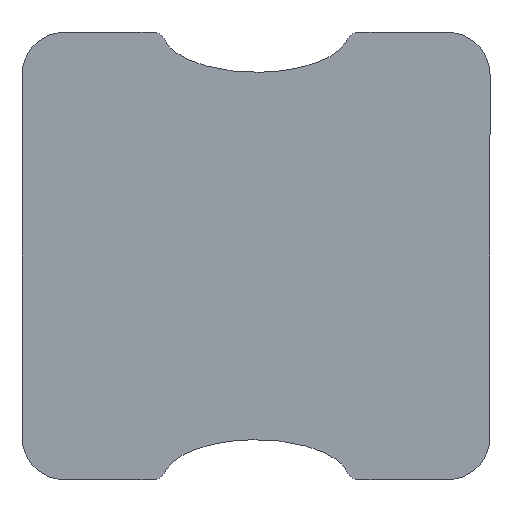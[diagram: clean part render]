
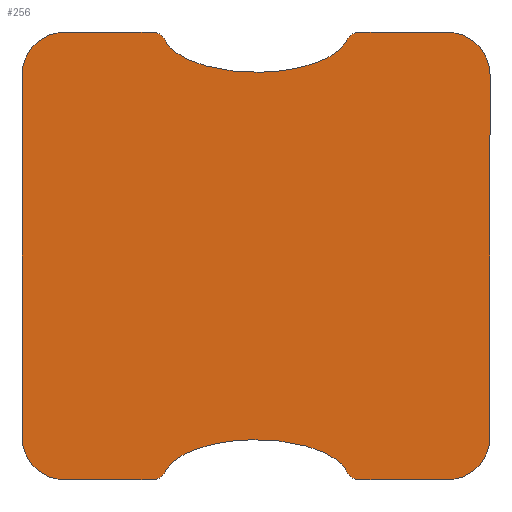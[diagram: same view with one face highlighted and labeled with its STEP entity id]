
A CAD part, front view. The second image highlights one B-rep face of the part: STEP entity #256.
In plain terms, the highlighted planar face has unit normal (0, -1, 0).
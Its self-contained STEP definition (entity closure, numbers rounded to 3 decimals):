
#1 = ORIENTED_EDGE ( 'NONE', *, *, #642, .F. ) ;
#7 = CARTESIAN_POINT ( 'NONE',  ( 12.734, 0., 29.032 ) ) ;
#10 = DIRECTION ( 'NONE',  ( 1., 0., 0. ) ) ;
#13 = VERTEX_POINT ( 'NONE', #990 ) ;
#17 = LINE ( 'NONE', #873, #218 ) ;
#19 = VERTEX_POINT ( 'NONE', #136 ) ;
#41 = DIRECTION ( 'NONE',  ( 0., -1., 0. ) ) ;
#47 = CARTESIAN_POINT ( 'NONE',  ( 3.2, 0., 30.6 ) ) ;
#60 = CARTESIAN_POINT ( 'NONE',  ( 0., 0., 33.8 ) ) ;
#62 = AXIS2_PLACEMENT_3D ( 'NONE', #661, #41, #573 ) ;
#67 = ORIENTED_EDGE ( 'NONE', *, *, #290, .F. ) ;
#72 = DIRECTION ( 'NONE',  ( 0., -1., 0. ) ) ;
#97 = VECTOR ( 'NONE', #970, 1000. ) ;
#134 = ORIENTED_EDGE ( 'NONE', *, *, #466, .T. ) ;
#136 = CARTESIAN_POINT ( 'NONE',  ( 32.17, 0., 0. ) ) ;
#159 = VERTEX_POINT ( 'NONE', #772 ) ;
#161 = VERTEX_POINT ( 'NONE', #317 ) ;
#162 = AXIS2_PLACEMENT_3D ( 'NONE', #383, #299, #469 ) ;
#170 = CARTESIAN_POINT ( 'NONE',  ( 32.17, 0., 33.8 ) ) ;
#185 = CARTESIAN_POINT ( 'NONE',  ( 3.2, 0., 0. ) ) ;
#193 = VECTOR ( 'NONE', #650, 1000. ) ;
#212 = VERTEX_POINT ( 'NONE', #1118 ) ;
#215 = CARTESIAN_POINT ( 'NONE',  ( 9.908, 0., 1. ) ) ;
#218 = VECTOR ( 'NONE', #429, 1000. ) ;
#226 = CARTESIAN_POINT ( 'NONE',  ( 9.908, 0., 0. ) ) ;
#230 = EDGE_CURVE ( 'NONE', #19, #795, #613, .T. ) ;
#256 = ADVANCED_FACE ( 'NONE', ( #439 ), #434, .F. ) ;
#261 = CARTESIAN_POINT ( 'NONE',  ( 3.2, 0., 33.8 ) ) ;
#273 = CARTESIAN_POINT ( 'NONE',  ( 22.636, 0., 29.032 ) ) ;
#290 = EDGE_CURVE ( 'NONE', #1065, #697, #17, .T. ) ;
#295 = VERTEX_POINT ( 'NONE', #170 ) ;
#299 = DIRECTION ( 'NONE',  ( 0., -1., 0. ) ) ;
#311 = VECTOR ( 'NONE', #1070, 1000. ) ;
#314 = CARTESIAN_POINT ( 'NONE',  ( 25.462, 0., 1. ) ) ;
#317 = CARTESIAN_POINT ( 'NONE',  ( 35.37, 0., 30.6 ) ) ;
#322 = CIRCLE ( 'NONE', #1028, 1. ) ;
#333 = VERTEX_POINT ( 'NONE', #714 ) ;
#351 = EDGE_LOOP ( 'NONE', ( #856, #530, #766, #980, #67, #134, #1, #653, #944, #603, #601, #545, #743, #957, #845, #1078 ) ) ;
#365 = CARTESIAN_POINT ( 'NONE',  ( 0., 0., 33.8 ) ) ;
#367 = EDGE_CURVE ( 'NONE', #19, #13, #881, .T. ) ;
#379 = AXIS2_PLACEMENT_3D ( 'NONE', #959, #805, #891 ) ;
#383 = CARTESIAN_POINT ( 'NONE',  ( 3.2, 0., 3.2 ) ) ;
#384 = AXIS2_PLACEMENT_3D ( 'NONE', #47, #485, #908 ) ;
#391 = VERTEX_POINT ( 'NONE', #966 ) ;
#402 = VERTEX_POINT ( 'NONE', #185 ) ;
#426 = EDGE_CURVE ( 'NONE', #607, #295, #719, .T. ) ;
#429 = DIRECTION ( 'NONE',  ( 0., 0., 1. ) ) ;
#434 = PLANE ( 'NONE',  #654 ) ;
#437 = LINE ( 'NONE', #1087, #311 ) ;
#439 = FACE_OUTER_BOUND ( 'NONE', #351, .T. ) ;
#450 = VECTOR ( 'NONE', #849, 1000. ) ;
#463 = DIRECTION ( 'NONE',  ( 0., -1., 0. ) ) ;
#464 = VECTOR ( 'NONE', #10, 1000. ) ;
#466 = EDGE_CURVE ( 'NONE', #1065, #402, #622, .T. ) ;
#469 = DIRECTION ( 'NONE',  ( 0., 0., 1. ) ) ;
#471 = CARTESIAN_POINT ( 'NONE',  ( 35.37, 0., 0. ) ) ;
#481 = DIRECTION ( 'NONE',  ( 0., 0., 1. ) ) ;
#484 = EDGE_CURVE ( 'NONE', #628, #1072, #672, .T. ) ;
#485 = DIRECTION ( 'NONE',  ( 0., -1., 0. ) ) ;
#515 = AXIS2_PLACEMENT_3D ( 'NONE', #215, #463, #992 ) ;
#530 = ORIENTED_EDGE ( 'NONE', *, *, #624, .T. ) ;
#533 = DIRECTION ( 'NONE',  ( 0., 0., 1. ) ) ;
#545 = ORIENTED_EDGE ( 'NONE', *, *, #230, .T. ) ;
#555 = CARTESIAN_POINT ( 'NONE',  ( 0., 0., 3.2 ) ) ;
#556 = CIRCLE ( 'NONE', #62, 1. ) ;
#573 = DIRECTION ( 'NONE',  ( 0., 0., 1. ) ) ;
#601 = ORIENTED_EDGE ( 'NONE', *, *, #367, .F. ) ;
#603 = ORIENTED_EDGE ( 'NONE', *, *, #608, .T. ) ;
#607 = VERTEX_POINT ( 'NONE', #920 ) ;
#608 = EDGE_CURVE ( 'NONE', #212, #13, #1111, .T. ) ;
#613 = CIRCLE ( 'NONE', #775, 3.2 ) ;
#614 = CARTESIAN_POINT ( 'NONE',  ( 12.734, 0., 4.768 ) ) ;
#619 = CARTESIAN_POINT ( 'NONE',  ( 25.462, 0., 32.8 ) ) ;
#622 = CIRCLE ( 'NONE', #162, 3.2 ) ;
#624 = EDGE_CURVE ( 'NONE', #391, #333, #556, .T. ) ;
#628 = VERTEX_POINT ( 'NONE', #226 ) ;
#629 = DIRECTION ( 'NONE',  ( 0., 0., 1. ) ) ;
#640 = CARTESIAN_POINT ( 'NONE',  ( 0., 0., 0. ) ) ;
#642 = EDGE_CURVE ( 'NONE', #628, #402, #437, .T. ) ;
#650 = DIRECTION ( 'NONE',  ( 0., 0., -1. ) ) ;
#653 = ORIENTED_EDGE ( 'NONE', *, *, #484, .T. ) ;
#654 = AXIS2_PLACEMENT_3D ( 'NONE', #1034, #1115, #948 ) ;
#661 = CARTESIAN_POINT ( 'NONE',  ( 9.908, 0., 32.8 ) ) ;
#672 = CIRCLE ( 'NONE', #515, 1. ) ;
#681 = EDGE_CURVE ( 'NONE', #161, #795, #732, .T. ) ;
#682 = CARTESIAN_POINT ( 'NONE',  ( 10.817, 0., 0.584 ) ) ;
#697 = VERTEX_POINT ( 'NONE', #740 ) ;
#698 = CARTESIAN_POINT ( 'NONE',  ( 22.636, 0., 4.768 ) ) ;
#700 = EDGE_CURVE ( 'NONE', #1006, #697, #977, .T. ) ;
#706 = CARTESIAN_POINT ( 'NONE',  ( 24.553, 0., 33.216 ) ) ;
#714 = CARTESIAN_POINT ( 'NONE',  ( 9.908, 0., 33.8 ) ) ;
#719 = LINE ( 'NONE', #365, #464 ) ;
#732 = LINE ( 'NONE', #471, #193 ) ;
#740 = CARTESIAN_POINT ( 'NONE',  ( 0., 0., 30.6 ) ) ;
#743 = ORIENTED_EDGE ( 'NONE', *, *, #681, .F. ) ;
#766 = ORIENTED_EDGE ( 'NONE', *, *, #789, .F. ) ;
#771 = CARTESIAN_POINT ( 'NONE',  ( 35.37, 0., 3.2 ) ) ;
#772 = CARTESIAN_POINT ( 'NONE',  ( 24.553, 0., 33.216 ) ) ;
#775 = AXIS2_PLACEMENT_3D ( 'NONE', #950, #72, #533 ) ;
#789 = EDGE_CURVE ( 'NONE', #1006, #333, #923, .T. ) ;
#795 = VERTEX_POINT ( 'NONE', #771 ) ;
#798 = CIRCLE ( 'NONE', #379, 3.2 ) ;
#805 = DIRECTION ( 'NONE',  ( 0., -1., 0. ) ) ;
#812 = CARTESIAN_POINT ( 'NONE',  ( 10.817, 0., 0.584 ) ) ;
#845 = ORIENTED_EDGE ( 'NONE', *, *, #426, .F. ) ;
#849 = DIRECTION ( 'NONE',  ( 1., 0., 0. ) ) ;
#856 = ORIENTED_EDGE ( 'NONE', *, *, #1018, .T. ) ;
#870 = CARTESIAN_POINT ( 'NONE',  ( 24.553, 0., 0.584 ) ) ;
#873 = CARTESIAN_POINT ( 'NONE',  ( 0., 0., 0. ) ) ;
#878 =( BOUNDED_CURVE ( )  B_SPLINE_CURVE ( 3, ( #682, #614, #698, #870 ),
 .UNSPECIFIED., .F., .T. ) 
 B_SPLINE_CURVE_WITH_KNOTS ( ( 4, 4 ),
 ( 0.195, 2.947 ),
 .UNSPECIFIED. ) 
 CURVE ( )  GEOMETRIC_REPRESENTATION_ITEM ( )  RATIONAL_B_SPLINE_CURVE ( ( 1., 0.462, 0.462, 1. ) ) 
 REPRESENTATION_ITEM ( '' )  );
#881 = LINE ( 'NONE', #640, #97 ) ;
#891 = DIRECTION ( 'NONE',  ( 0., 0., 1. ) ) ;
#908 = DIRECTION ( 'NONE',  ( 0., 0., 1. ) ) ;
#911 = EDGE_CURVE ( 'NONE', #1072, #212, #878, .T. ) ;
#920 = CARTESIAN_POINT ( 'NONE',  ( 25.462, 0., 33.8 ) ) ;
#923 = LINE ( 'NONE', #60, #450 ) ;
#944 = ORIENTED_EDGE ( 'NONE', *, *, #911, .T. ) ;
#948 = DIRECTION ( 'NONE',  ( 0., 0., 1. ) ) ;
#950 = CARTESIAN_POINT ( 'NONE',  ( 32.17, 0., 3.2 ) ) ;
#957 = ORIENTED_EDGE ( 'NONE', *, *, #1001, .T. ) ;
#959 = CARTESIAN_POINT ( 'NONE',  ( 32.17, 0., 30.6 ) ) ;
#963 = CARTESIAN_POINT ( 'NONE',  ( 10.817, 0., 33.216 ) ) ;
#966 = CARTESIAN_POINT ( 'NONE',  ( 10.817, 0., 33.216 ) ) ;
#970 = DIRECTION ( 'NONE',  ( -1., 0., 0. ) ) ;
#977 = CIRCLE ( 'NONE', #384, 3.2 ) ;
#980 = ORIENTED_EDGE ( 'NONE', *, *, #700, .T. ) ;
#985 = EDGE_CURVE ( 'NONE', #607, #159, #322, .T. ) ;
#990 = CARTESIAN_POINT ( 'NONE',  ( 25.462, 0., 0. ) ) ;
#992 = DIRECTION ( 'NONE',  ( 0., 0., 1. ) ) ;
#1000 =( BOUNDED_CURVE ( )  B_SPLINE_CURVE ( 3, ( #706, #273, #7, #963 ),
 .UNSPECIFIED., .F., .T. ) 
 B_SPLINE_CURVE_WITH_KNOTS ( ( 4, 4 ),
 ( 3.336, 6.088 ),
 .UNSPECIFIED. ) 
 CURVE ( )  GEOMETRIC_REPRESENTATION_ITEM ( )  RATIONAL_B_SPLINE_CURVE ( ( 1., 0.462, 0.462, 1. ) ) 
 REPRESENTATION_ITEM ( '' )  );
#1001 = EDGE_CURVE ( 'NONE', #161, #295, #798, .T. ) ;
#1006 = VERTEX_POINT ( 'NONE', #261 ) ;
#1018 = EDGE_CURVE ( 'NONE', #159, #391, #1000, .T. ) ;
#1028 = AXIS2_PLACEMENT_3D ( 'NONE', #619, #1049, #629 ) ;
#1034 = CARTESIAN_POINT ( 'NONE',  ( 0., 0., 0. ) ) ;
#1049 = DIRECTION ( 'NONE',  ( 0., -1., 0. ) ) ;
#1065 = VERTEX_POINT ( 'NONE', #555 ) ;
#1070 = DIRECTION ( 'NONE',  ( -1., 0., 0. ) ) ;
#1072 = VERTEX_POINT ( 'NONE', #812 ) ;
#1078 = ORIENTED_EDGE ( 'NONE', *, *, #985, .T. ) ;
#1087 = CARTESIAN_POINT ( 'NONE',  ( 0., 0., 0. ) ) ;
#1090 = DIRECTION ( 'NONE',  ( 0., -1., 0. ) ) ;
#1094 = AXIS2_PLACEMENT_3D ( 'NONE', #314, #1090, #481 ) ;
#1111 = CIRCLE ( 'NONE', #1094, 1. ) ;
#1115 = DIRECTION ( 'NONE',  ( 0., 1., 0. ) ) ;
#1118 = CARTESIAN_POINT ( 'NONE',  ( 24.553, 0., 0.584 ) ) ;
